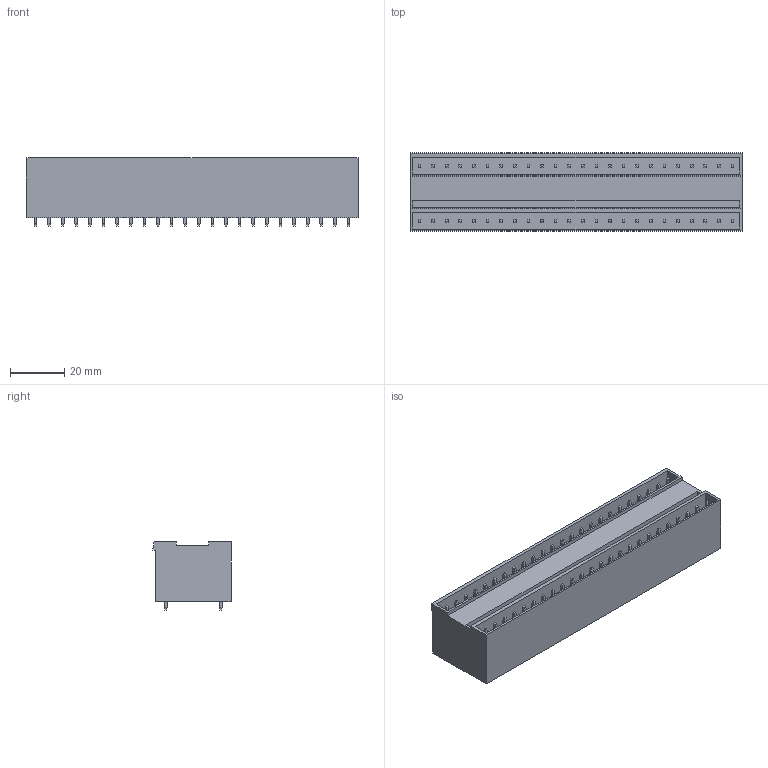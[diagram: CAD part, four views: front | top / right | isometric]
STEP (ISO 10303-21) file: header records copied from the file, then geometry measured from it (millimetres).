
FILE_DESCRIPTION(('CATIA V5 STEP Exchange','CAx-IF Rec.Pracs.--- Model Styling and Organization---1.2---2011-12-15'),'2;1');
FILE_NAME ('D1453517_0_1615030000_1615030000.stp','2018-11-02T13:18:06+00:00',('none'),('Weidmueller'),'CATIA Version 5-6 Release 2014','CATIA V5 STEP AP214','none');
FILE_SCHEMA(('AUTOMOTIVE_DESIGN { 1 0 10303 214 1 1 1 1 }'));
Length unit declared in the file: millimetre
Products named in the file (1): 1615030000
Bounding box: 122 x 28.68 x 25.2 mm (x, y, z)
Volume: 35905.7 mm3; surface area: 32769 mm2
Topology: 49 solids, 49 shells, 898 faces, 2010 edges, 1212 vertices
Faces by surface type: plane 898
Entity records: 21038 total; most frequent: ORIENTED_EDGE 4020, CARTESIAN_POINT 3940, DIRECTION 2292, EDGE_CURVE 2010, VECTOR 1626, LINE 1626, VERTEX_POINT 1212, EDGE_LOOP 996
